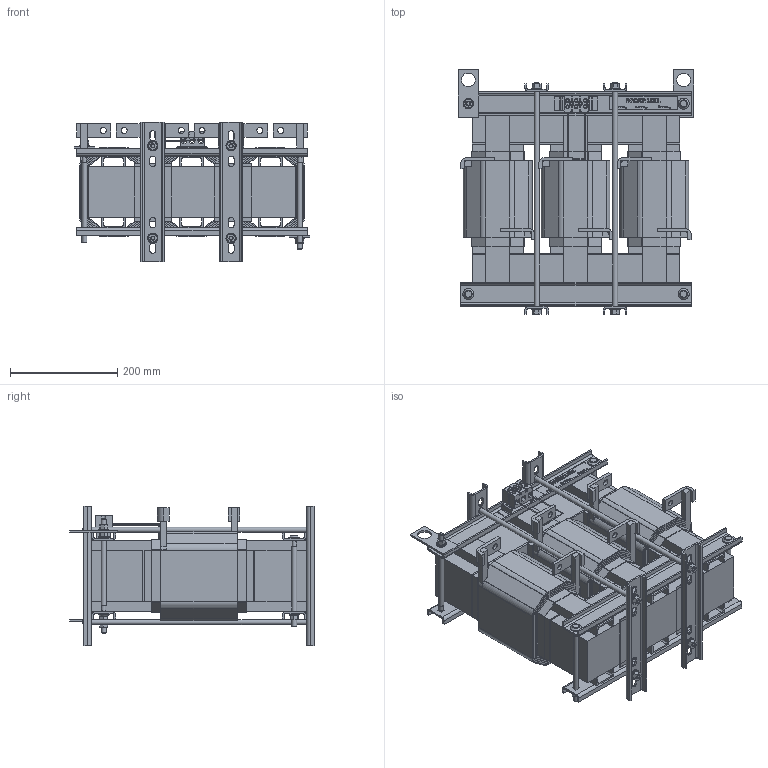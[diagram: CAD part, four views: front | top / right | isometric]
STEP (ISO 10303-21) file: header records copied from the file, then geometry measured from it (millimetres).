
FILE_DESCRIPTION(/* description */ (''),/* implementation_level */ '2;1');
FILE_NAME(/* name */ 'KTRMG200C.stp',/* time_stamp */ '2020-08-03T10:51:27-05:00',/* author */ ('jnelson'),/* organization */ (''),/* preprocessor_version */ 'ST-DEVELOPER v17',/* originating_system */ 'Autodesk Inventor 2019',/* authorisation */ '');
FILE_SCHEMA (('AUTOMOTIVE_DESIGN { 1 0 10303 214 3 1 1 }'));
Length unit declared in the file: inch
Products named in the file (31): KTRMG200C; 24189; 14731; 28946 - .12 Gap; 28946 - .11 Gap; 22510; 22511; 19874; 11668; 15309; 28456; 28965; 11626 AND 1509; 1509; 11626; 31003; 31003_1; 31003 - Bracket; 30097- LARGE  BLANK  (REACTOR); 16554; 28453; 28453_1; 11923insert-hex head; 11923-1; 11923-HEX SCREW; TS2 KTRMG362; TS1 KTRMG362; 29477-KTRMG362AMSX1; 14331 WIRING KTRMG362AMS; 14331 WIRING KTRMG750A Short Bend; 14331 WIRING KTRMG750A Shorter Bend
Assembly tree (70 placements, depth 4):
  KTRMG200C
    24189  x3
    14731  x2
    28946 - .12 Gap
    28946 - .11 Gap
    22510  x4
    22511  x4
    19874  x2
    11668  x4
    15309  x2
    28456  x2
    11626 AND 1509  x14
      1509
      11626
    28965  x4
    31003
      31003_1
      31003 - Bracket
    30097- LARGE  BLANK  (REACTOR)
    16554  x6
    28453
      28453_1
      11923insert-hex head  x3
        11923-1
        11923-HEX SCREW
    TS2 KTRMG362
    TS1 KTRMG362
    29477-KTRMG362AMSX1
    14331 WIRING KTRMG362AMS  x2
    14331 WIRING KTRMG750A Short Bend
    14331 WIRING KTRMG750A Shorter Bend
Bounding box: 439.67 x 456.16 x 260.23 mm (x, y, z)
Volume: 17525217.2 mm3; surface area: 4271383.6 mm2
Topology: 97 solids, 97 shells, 3787 faces, 10155 edges, 6579 vertices
Faces by surface type: plane 1892, cylinder 1607, bspline 214, cone 66, torus 4, sphere 4
Full cylindrical faces by diameter (mm): 1.524 x10, 3.842 x8, 4.166 x2, 4.496 x3, 4.724 x2, 5.172 x30, 5.436 x2, 5.938 x8, 6.35 x30, 6.604 x6, 7.01 x6, 7.798 x14, 8.382 x4, 9.322 x4, 9.525 x18, 9.652 x2, 11.176 x14, 19.05 x14, 20.904 x4, 25.4 x2
Entity records: 47827 total; most frequent: CARTESIAN_POINT 12543, ORIENTED_EDGE 7372, DIRECTION 6517, EDGE_CURVE 3686, LINE 2513, VECTOR 2513, VERTEX_POINT 2416, AXIS2_PLACEMENT_3D 2002
